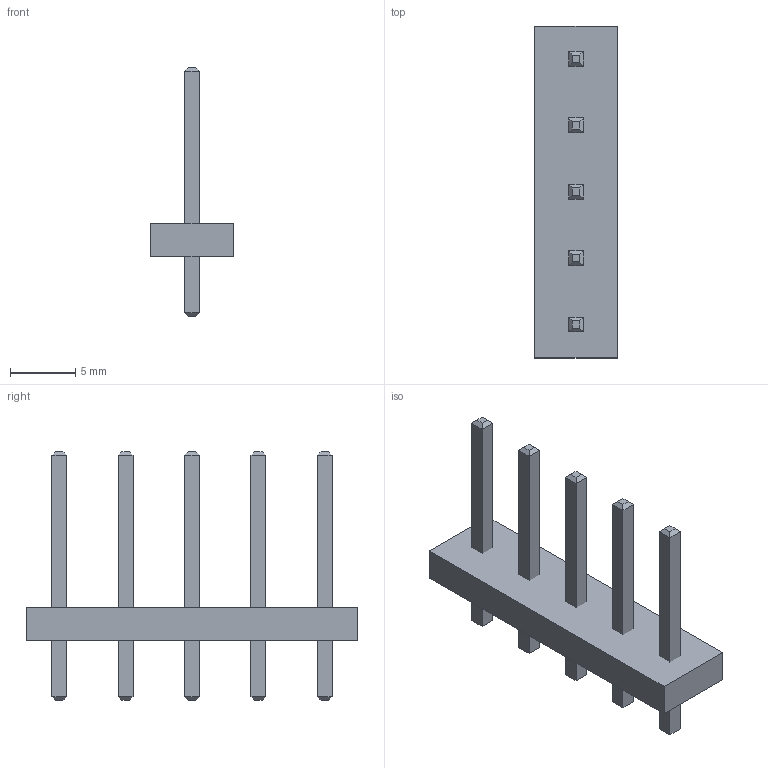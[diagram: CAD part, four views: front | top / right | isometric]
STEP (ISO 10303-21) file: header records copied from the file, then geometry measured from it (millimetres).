
FILE_DESCRIPTION(/* description */ ('model of Samtec_HPM-05-01-x-S_Straight_1x05_Pitch5.08mm'),/* implementation_level */ '2;1');
FILE_NAME(/* name */ 'Samtec_HPM-05-01-x-S_Straight_1x05_Pitch5.08mm.step',/* time_stamp */ '2023-01-04T12:13:25',/* author */ ('KiCAD','kicad'),/* organization */ ('OCCT'),/* preprocessor_version */ '',/* originating_system */ 'KiCAD',/* authorisation */ '');
FILE_SCHEMA(('AUTOMOTIVE_DESIGN { 1 0 10303 214 1 1 1 1 }'));
Length unit declared in the file: millimetre
Products named in the file (7): CQ assembly; ce87ffb8-8c20-11ed-9f4e-a0cec80452fd; ce87ffb8-8c20-11ed-9f4e-a0cec80452fd_part; ce8803fa-8c20-11ed-9f4e-a0cec80452fd; ce8803fa-8c20-11ed-9f4e-a0cec80452fd_part; ce8806b6-8c20-11ed-9f4e-a0cec80452fd; ce8806b6-8c20-11ed-9f4e-a0cec80452fd_part
Assembly tree (6 placements, depth 4):
  CQ assembly
    ce87ffb8-8c20-11ed-9f4e-a0cec80452fd
      ce87ffb8-8c20-11ed-9f4e-a0cec80452fd_part
      ce8803fa-8c20-11ed-9f4e-a0cec80452fd
        ce8803fa-8c20-11ed-9f4e-a0cec80452fd_part
      ce8806b6-8c20-11ed-9f4e-a0cec80452fd
        ce8806b6-8c20-11ed-9f4e-a0cec80452fd_part
Bounding box: 6.35 x 25.4 x 19.05 mm (x, y, z)
Volume: 531.9 mm3; surface area: 922.2 mm2
Topology: 6 solids, 6 shells, 76 faces, 152 edges, 88 vertices
Faces by surface type: plane 76
Entity records: 2030 total; most frequent: CARTESIAN_POINT 323, DIRECTION 318, ORIENTED_EDGE 304, EDGE_CURVE 152, LINE 152, VECTOR 152, VERTEX_POINT 88, AXIS2_PLACEMENT_3D 83
